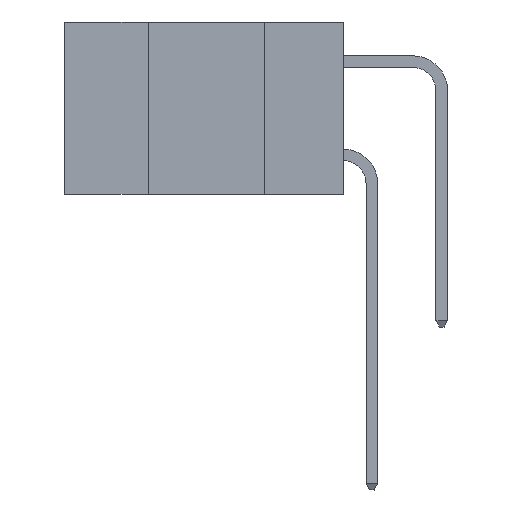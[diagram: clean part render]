
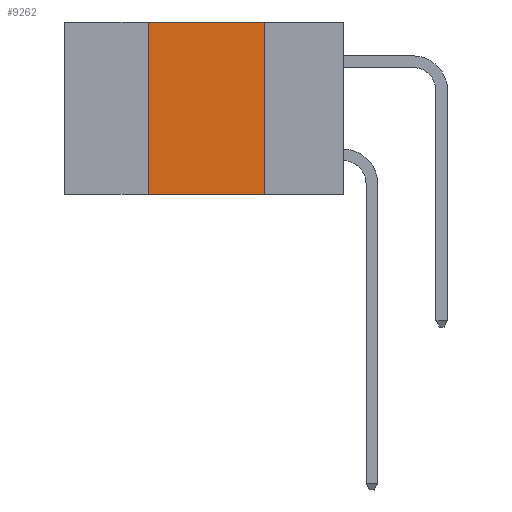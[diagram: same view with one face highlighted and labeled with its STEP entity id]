
A CAD part, left-side view. The second image highlights one B-rep face of the part: STEP entity #9262.
In plain terms, the highlighted planar face has unit normal (-1, 0, 0).
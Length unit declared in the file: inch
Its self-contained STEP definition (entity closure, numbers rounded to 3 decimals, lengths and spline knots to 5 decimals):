
#38 = AXIS2_PLACEMENT_3D ( 'NONE', #2331, #9141, #339 ) ;
#339 = DIRECTION ( 'NONE',  ( 0., 0., -1. ) ) ;
#818 = EDGE_CURVE ( 'NONE', #10331, #9238, #8268, .T. ) ;
#1255 = VERTEX_POINT ( 'NONE', #8578 ) ;
#1734 = CARTESIAN_POINT ( 'NONE',  ( 0., 0.42, -0.37 ) ) ;
#2331 = CARTESIAN_POINT ( 'NONE',  ( 0., 0.6, 0. ) ) ;
#2469 = CARTESIAN_POINT ( 'NONE',  ( 0., 0.6, -0.37 ) ) ;
#2681 = ORIENTED_EDGE ( 'NONE', *, *, #11532, .T. ) ;
#2917 = LINE ( 'NONE', #7712, #7449 ) ;
#3229 = VERTEX_POINT ( 'NONE', #1734 ) ;
#3283 = FACE_OUTER_BOUND ( 'NONE', #8117, .T. ) ;
#3918 = ORIENTED_EDGE ( 'NONE', *, *, #12434, .F. ) ;
#4688 = DIRECTION ( 'NONE',  ( 0., 0., 1. ) ) ;
#5237 = CARTESIAN_POINT ( 'NONE',  ( 0., 0.17, -0.37 ) ) ;
#5552 = EDGE_CURVE ( 'NONE', #3229, #1255, #8512, .T. ) ;
#5802 = CARTESIAN_POINT ( 'NONE',  ( 0., 0.17, 0. ) ) ;
#5941 = VECTOR ( 'NONE', #4688, 39.37008 ) ;
#6544 = CARTESIAN_POINT ( 'NONE',  ( 0., 0.42, 0. ) ) ;
#6701 = ORIENTED_EDGE ( 'NONE', *, *, #5552, .F. ) ;
#6719 = VECTOR ( 'NONE', #12187, 39.37008 ) ;
#6851 = CARTESIAN_POINT ( 'NONE',  ( 0., 0.17, 0. ) ) ;
#7449 = VECTOR ( 'NONE', #7751, 39.37008 ) ;
#7712 = CARTESIAN_POINT ( 'NONE',  ( 0., 0.6, 0. ) ) ;
#7751 = DIRECTION ( 'NONE',  ( 0., -1., 0. ) ) ;
#8117 = EDGE_LOOP ( 'NONE', ( #9007, #3918, #6701, #2681 ) ) ;
#8268 = LINE ( 'NONE', #5802, #11277 ) ;
#8512 = LINE ( 'NONE', #6544, #5941 ) ;
#8521 = LINE ( 'NONE', #2469, #6719 ) ;
#8578 = CARTESIAN_POINT ( 'NONE',  ( 0., 0.42, 0. ) ) ;
#9007 = ORIENTED_EDGE ( 'NONE', *, *, #818, .F. ) ;
#9141 = DIRECTION ( 'NONE',  ( 1., 0., 0. ) ) ;
#9238 = VERTEX_POINT ( 'NONE', #5237 ) ;
#9262 = ADVANCED_FACE ( 'NONE', ( #3283 ), #10154, .F. ) ;
#10154 = PLANE ( 'NONE',  #38 ) ;
#10331 = VERTEX_POINT ( 'NONE', #6851 ) ;
#10826 = DIRECTION ( 'NONE',  ( 0., 0., -1. ) ) ;
#11277 = VECTOR ( 'NONE', #10826, 39.37008 ) ;
#11532 = EDGE_CURVE ( 'NONE', #3229, #9238, #8521, .T. ) ;
#12187 = DIRECTION ( 'NONE',  ( 0., -1., 0. ) ) ;
#12434 = EDGE_CURVE ( 'NONE', #1255, #10331, #2917, .T. ) ;
